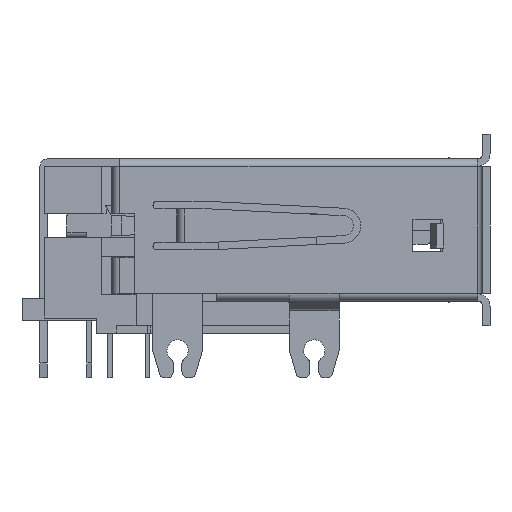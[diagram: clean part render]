
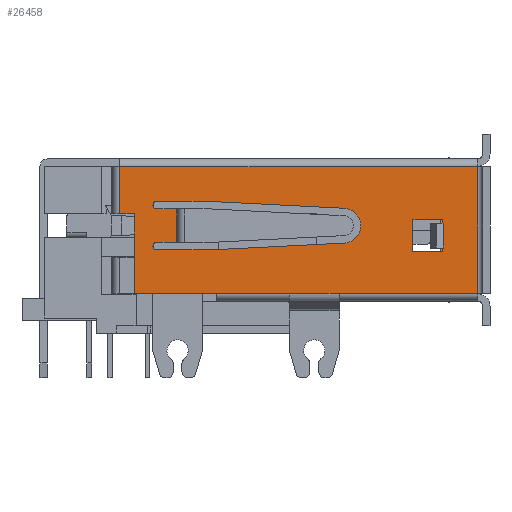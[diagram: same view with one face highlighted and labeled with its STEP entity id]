
A CAD part, left-side view. The second image highlights one B-rep face of the part: STEP entity #26458.
In plain terms, the highlighted face is planar.
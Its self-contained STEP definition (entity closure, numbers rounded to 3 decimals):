
#814=CIRCLE('',#29111,0.15);
#815=CIRCLE('',#29112,0.15);
#816=CIRCLE('',#29113,0.701);
#5336=ORIENTED_EDGE('',*,*,#11306,.T.);
#5337=ORIENTED_EDGE('',*,*,#11288,.F.);
#5338=ORIENTED_EDGE('',*,*,#11307,.F.);
#5339=ORIENTED_EDGE('',*,*,#11280,.F.);
#5340=ORIENTED_EDGE('',*,*,#11308,.T.);
#5341=ORIENTED_EDGE('',*,*,#11309,.F.);
#5342=ORIENTED_EDGE('',*,*,#11310,.F.);
#5343=ORIENTED_EDGE('',*,*,#11311,.F.);
#5344=ORIENTED_EDGE('',*,*,#11312,.F.);
#5345=ORIENTED_EDGE('',*,*,#11313,.F.);
#5346=ORIENTED_EDGE('',*,*,#11314,.T.);
#5347=ORIENTED_EDGE('',*,*,#11315,.T.);
#5348=ORIENTED_EDGE('',*,*,#11316,.T.);
#5349=ORIENTED_EDGE('',*,*,#11317,.T.);
#5350=ORIENTED_EDGE('',*,*,#11318,.T.);
#5351=ORIENTED_EDGE('',*,*,#11319,.F.);
#5352=ORIENTED_EDGE('',*,*,#11320,.T.);
#5353=ORIENTED_EDGE('',*,*,#11321,.T.);
#5354=ORIENTED_EDGE('',*,*,#11322,.T.);
#5355=ORIENTED_EDGE('',*,*,#11323,.T.);
#5356=ORIENTED_EDGE('',*,*,#11324,.T.);
#5357=ORIENTED_EDGE('',*,*,#11325,.T.);
#11280=EDGE_CURVE('',#14560,#14561,#17550,.T.);
#11288=EDGE_CURVE('',#14568,#14569,#17554,.T.);
#11306=EDGE_CURVE('',#14582,#14569,#814,.F.);
#11307=EDGE_CURVE('',#14561,#14568,#17566,.T.);
#11308=EDGE_CURVE('',#14560,#14583,#815,.F.);
#11309=EDGE_CURVE('',#14584,#14583,#17567,.T.);
#11310=EDGE_CURVE('',#14585,#14584,#17568,.T.);
#11311=EDGE_CURVE('',#14586,#14585,#816,.T.);
#11312=EDGE_CURVE('',#14587,#14586,#17569,.T.);
#11313=EDGE_CURVE('',#14582,#14587,#17570,.T.);
#11314=EDGE_CURVE('',#14588,#14589,#17571,.T.);
#11315=EDGE_CURVE('',#14589,#14590,#17572,.T.);
#11316=EDGE_CURVE('',#14590,#14591,#17573,.T.);
#11317=EDGE_CURVE('',#14591,#14592,#17574,.T.);
#11318=EDGE_CURVE('',#14592,#14593,#17575,.T.);
#11319=EDGE_CURVE('',#14594,#14593,#17576,.T.);
#11320=EDGE_CURVE('',#14594,#14595,#17577,.T.);
#11321=EDGE_CURVE('',#14595,#14588,#17578,.T.);
#11322=EDGE_CURVE('',#14596,#14597,#17579,.T.);
#11323=EDGE_CURVE('',#14597,#14598,#17580,.T.);
#11324=EDGE_CURVE('',#14598,#14599,#17581,.T.);
#11325=EDGE_CURVE('',#14599,#14596,#17582,.T.);
#14560=VERTEX_POINT('',#42241);
#14561=VERTEX_POINT('',#42243);
#14568=VERTEX_POINT('',#42259);
#14569=VERTEX_POINT('',#42260);
#14582=VERTEX_POINT('',#42294);
#14583=VERTEX_POINT('',#42297);
#14584=VERTEX_POINT('',#42299);
#14585=VERTEX_POINT('',#42301);
#14586=VERTEX_POINT('',#42303);
#14587=VERTEX_POINT('',#42305);
#14588=VERTEX_POINT('',#42308);
#14589=VERTEX_POINT('',#42309);
#14590=VERTEX_POINT('',#42311);
#14591=VERTEX_POINT('',#42313);
#14592=VERTEX_POINT('',#42315);
#14593=VERTEX_POINT('',#42317);
#14594=VERTEX_POINT('',#42319);
#14595=VERTEX_POINT('',#42321);
#14596=VERTEX_POINT('',#42324);
#14597=VERTEX_POINT('',#42325);
#14598=VERTEX_POINT('',#42327);
#14599=VERTEX_POINT('',#42329);
#17550=LINE('',#42242,#20738);
#17554=LINE('',#42258,#20742);
#17566=LINE('',#42295,#20754);
#17567=LINE('',#42298,#20755);
#17568=LINE('',#42300,#20756);
#17569=LINE('',#42304,#20757);
#17570=LINE('',#42306,#20758);
#17571=LINE('',#42307,#20759);
#17572=LINE('',#42310,#20760);
#17573=LINE('',#42312,#20761);
#17574=LINE('',#42314,#20762);
#17575=LINE('',#42316,#20763);
#17576=LINE('',#42318,#20764);
#17577=LINE('',#42320,#20765);
#17578=LINE('',#42322,#20766);
#17579=LINE('',#42323,#20767);
#17580=LINE('',#42326,#20768);
#17581=LINE('',#42328,#20769);
#17582=LINE('',#42330,#20770);
#20738=VECTOR('',#34022,1000.);
#20742=VECTOR('',#34036,1000.);
#20754=VECTOR('',#34068,1000.);
#20755=VECTOR('',#34071,1000.);
#20756=VECTOR('',#34072,1000.);
#20757=VECTOR('',#34075,1000.);
#20758=VECTOR('',#34076,1000.);
#20759=VECTOR('',#34077,1000.);
#20760=VECTOR('',#34078,1000.);
#20761=VECTOR('',#34079,1000.);
#20762=VECTOR('',#34080,1000.);
#20763=VECTOR('',#34081,1000.);
#20764=VECTOR('',#34082,1000.);
#20765=VECTOR('',#34083,1000.);
#20766=VECTOR('',#34084,1000.);
#20767=VECTOR('',#34085,1000.);
#20768=VECTOR('',#34086,1000.);
#20769=VECTOR('',#34087,1000.);
#20770=VECTOR('',#34088,1000.);
#22648=EDGE_LOOP('',(#5336,#5337,#5338,#5339,#5340,#5341,#5342,#5343,#5344,
#5345));
#22649=EDGE_LOOP('',(#5346,#5347,#5348,#5349,#5350,#5351,#5352,#5353));
#22650=EDGE_LOOP('',(#5354,#5355,#5356,#5357));
#24080=FACE_BOUND('',#22648,.T.);
#24081=FACE_BOUND('',#22649,.T.);
#24082=FACE_BOUND('',#22650,.T.);
#25403=PLANE('',#29110);
#26458=ADVANCED_FACE('',(#24080,#24081,#24082),#25403,.T.);
#29110=AXIS2_PLACEMENT_3D('',#42292,#34064,#34065);
#29111=AXIS2_PLACEMENT_3D('',#42293,#34066,#34067);
#29112=AXIS2_PLACEMENT_3D('',#42296,#34069,#34070);
#29113=AXIS2_PLACEMENT_3D('',#42302,#34073,#34074);
#34022=DIRECTION('',(0.,1.,0.));
#34036=DIRECTION('',(0.,-1.,0.));
#34064=DIRECTION('',(1.,0.,0.));
#34065=DIRECTION('',(0.,1.,0.));
#34066=DIRECTION('',(1.,0.,0.));
#34067=DIRECTION('',(0.,1.,0.));
#34068=DIRECTION('',(0.,0.,-1.));
#34069=DIRECTION('',(1.,0.,0.));
#34070=DIRECTION('',(0.,1.,0.));
#34071=DIRECTION('',(0.,-1.,0.));
#34072=DIRECTION('',(0.,-0.999,0.051));
#34073=DIRECTION('',(1.,0.,0.));
#34074=DIRECTION('',(0.,-1.,0.));
#34075=DIRECTION('',(0.,0.999,0.051));
#34076=DIRECTION('',(0.,1.,0.));
#34077=DIRECTION('',(0.,-1.,0.));
#34078=DIRECTION('',(0.,0.,-1.));
#34079=DIRECTION('',(0.,1.,0.));
#34080=DIRECTION('',(0.,0.,-1.));
#34081=DIRECTION('',(0.,1.,0.));
#34082=DIRECTION('',(0.,-1.,0.));
#34083=DIRECTION('',(0.,1.,0.));
#34084=DIRECTION('',(0.,0.,1.));
#34085=DIRECTION('',(0.,0.,1.));
#34086=DIRECTION('',(0.,1.,0.));
#34087=DIRECTION('',(0.,0.,-1.));
#34088=DIRECTION('',(0.,-1.,0.));
#42241=CARTESIAN_POINT('',(7.15,-5.71,0.85));
#42242=CARTESIAN_POINT('',(7.15,-4.91,0.85));
#42243=CARTESIAN_POINT('',(7.15,-4.91,0.85));
#42258=CARTESIAN_POINT('',(7.15,-5.86,-0.5));
#42259=CARTESIAN_POINT('',(7.15,-4.91,-0.5));
#42260=CARTESIAN_POINT('',(7.15,-5.71,-0.5));
#42292=CARTESIAN_POINT('',(7.15,0.,0.));
#42293=CARTESIAN_POINT('',(7.15,-5.71,-0.65));
#42294=CARTESIAN_POINT('',(7.15,-5.71,-0.8));
#42295=CARTESIAN_POINT('',(7.15,-4.91,0.85));
#42296=CARTESIAN_POINT('',(7.15,-5.71,1.));
#42297=CARTESIAN_POINT('',(7.15,-5.71,1.15));
#42298=CARTESIAN_POINT('',(7.15,-3.56,1.15));
#42299=CARTESIAN_POINT('',(7.15,-3.56,1.15));
#42300=CARTESIAN_POINT('',(7.15,1.835,0.875));
#42301=CARTESIAN_POINT('',(7.15,1.835,0.875));
#42302=CARTESIAN_POINT('',(7.15,1.799,0.175));
#42303=CARTESIAN_POINT('',(7.15,1.835,-0.525));
#42304=CARTESIAN_POINT('',(7.15,-3.56,-0.8));
#42305=CARTESIAN_POINT('',(7.15,-3.56,-0.8));
#42306=CARTESIAN_POINT('',(7.15,-5.86,-0.8));
#42307=CARTESIAN_POINT('',(7.15,-6.61,2.55));
#42308=CARTESIAN_POINT('',(7.15,7.2,2.55));
#42309=CARTESIAN_POINT('',(7.15,-7.2,2.55));
#42310=CARTESIAN_POINT('',(7.15,-7.2,2.55));
#42311=CARTESIAN_POINT('',(7.15,-7.2,0.65));
#42312=CARTESIAN_POINT('',(7.15,-7.286,0.65));
#42313=CARTESIAN_POINT('',(7.15,-6.61,0.65));
#42314=CARTESIAN_POINT('',(7.15,-6.61,2.55));
#42315=CARTESIAN_POINT('',(7.15,-6.61,-2.55));
#42316=CARTESIAN_POINT('',(7.15,-6.61,-2.55));
#42317=CARTESIAN_POINT('',(7.15,-0.37,-2.55));
#42318=CARTESIAN_POINT('',(7.15,1.63,-2.55));
#42319=CARTESIAN_POINT('',(7.15,1.63,-2.55));
#42320=CARTESIAN_POINT('',(7.15,-6.61,-2.55));
#42321=CARTESIAN_POINT('',(7.15,7.2,-2.55));
#42322=CARTESIAN_POINT('',(7.15,7.2,-2.55));
#42323=CARTESIAN_POINT('',(7.15,4.6,-0.88));
#42324=CARTESIAN_POINT('',(7.15,4.6,-0.88));
#42325=CARTESIAN_POINT('',(7.15,4.6,0.42));
#42326=CARTESIAN_POINT('',(7.15,4.6,0.42));
#42327=CARTESIAN_POINT('',(7.15,5.8,0.42));
#42328=CARTESIAN_POINT('',(7.15,5.8,0.42));
#42329=CARTESIAN_POINT('',(7.15,5.8,-0.88));
#42330=CARTESIAN_POINT('',(7.15,5.8,-0.88));
